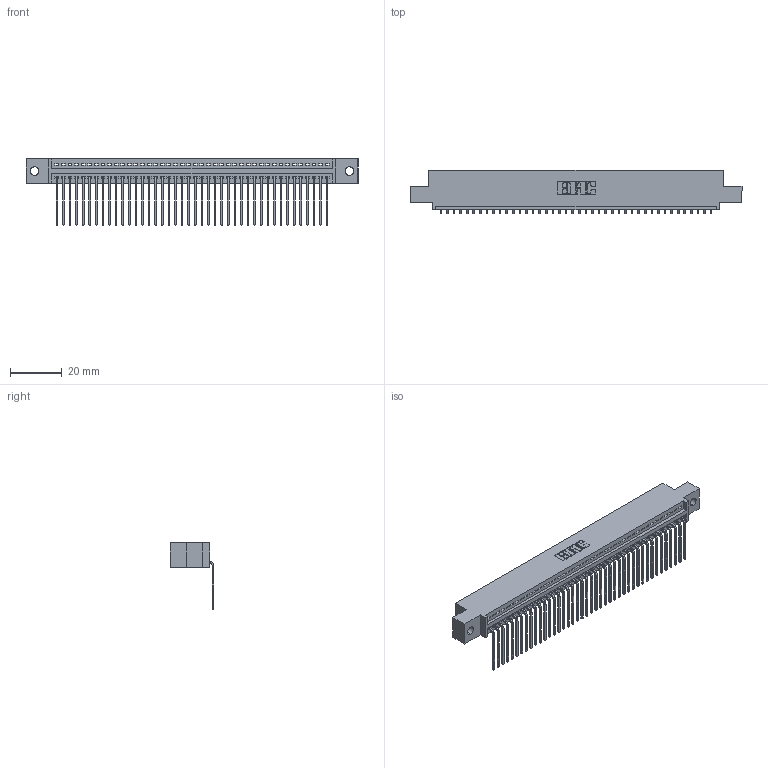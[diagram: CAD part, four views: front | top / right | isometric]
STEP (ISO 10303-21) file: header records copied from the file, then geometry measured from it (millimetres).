
FILE_DESCRIPTION (( 'STEP AP203' ), '1' );
FILE_NAME ('345-042-559-402.STEP', '2019-10-08T15:22:11', ( '' ), ( '' ), 'SwSTEP 2.0', 'SolidWorks 2016', '' );
FILE_SCHEMA (( 'CONFIG_CONTROL_DESIGN' ));
Length unit declared in the file: inch
Products named in the file (3): 345 Part_0.110 Offset - 0.128 Dia; 345-292-001_558 559 Tail - 1; 345-042-559-402
Assembly tree (43 placements, depth 2):
  345-042-559-402
    345 Part_0.110 Offset - 0.128 Dia
    345-292-001_558 559 Tail - 1  x42
Bounding box: 127.89 x 16.75 x 25.53 mm (x, y, z)
Volume: 12176.9 mm3; surface area: 16814.7 mm2
Topology: 43 solids, 43 shells, 2650 faces, 7997 edges, 5274 vertices
Faces by surface type: plane 1848, cylinder 802
Entity records: 31829 total; most frequent: CARTESIAN_POINT 5522, ORIENTED_EDGE 5498, DIRECTION 4821, EDGE_CURVE 2749, VECTOR 2449, LINE 2449, VERTEX_POINT 1830, AXIS2_PLACEMENT_3D 1186
